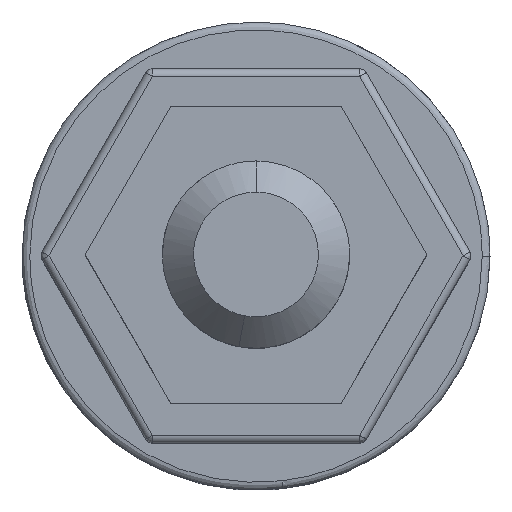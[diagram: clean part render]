
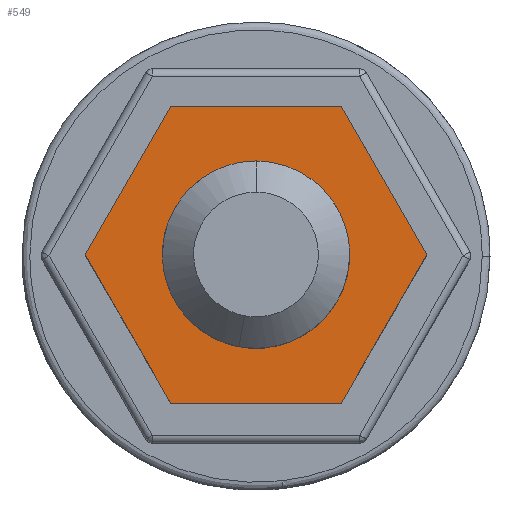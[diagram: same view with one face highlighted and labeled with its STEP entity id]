
A CAD part, top view. The second image highlights one B-rep face of the part: STEP entity #549.
In plain terms, the highlighted free-form (B-spline) face has degree [1, 1] with [2, 2] control points.
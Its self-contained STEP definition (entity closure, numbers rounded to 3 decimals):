
#330=CARTESIAN_POINT('',(-6.0,0.0,58.));
#331=VERTEX_POINT('',#330);
#332=CARTESIAN_POINT('',(-0.471,-5.982,58.));
#333=VERTEX_POINT('',#332);
#334=CARTESIAN_POINT('',(-6.0,0.0,58.));
#335=CARTESIAN_POINT('',(-6.0,-5.546,58.));
#336=CARTESIAN_POINT('',(-0.471,-5.982,58.));
#344=(BOUNDED_CURVE()B_SPLINE_CURVE(2,(#334,#335,#336),.UNSPECIFIED.,.F.,.U.)B_SPLINE_CURVE_WITH_KNOTS((3,3),(0.0,0.236),.UNSPECIFIED.)CURVE()GEOMETRIC_REPRESENTATION_ITEM()RATIONAL_B_SPLINE_CURVE((1.0,0.723,0.97))REPRESENTATION_ITEM(''));
#345=EDGE_CURVE('',#331,#333,#344,.T.);
#386=CARTESIAN_POINT('',(0.471,5.982,58.));
#387=VERTEX_POINT('',#386);
#393=CARTESIAN_POINT('',(0.471,5.982,58.));
#394=CARTESIAN_POINT('',(0.236,6.,58.));
#395=CARTESIAN_POINT('',(0.0,6.0,58.));
#396=CARTESIAN_POINT('',(-6.0,6.0,58.));
#397=CARTESIAN_POINT('',(-6.0,0.0,58.));
#405=(BOUNDED_CURVE()B_SPLINE_CURVE(2,(#393,#394,#395,#396,#397),.UNSPECIFIED.,.F.,.U.)B_SPLINE_CURVE_WITH_KNOTS((3,2,3),(0.736,0.75,1.0),.UNSPECIFIED.)CURVE()GEOMETRIC_REPRESENTATION_ITEM()RATIONAL_B_SPLINE_CURVE((0.97,0.984,1.0,0.707,1.0))REPRESENTATION_ITEM(''));
#406=EDGE_CURVE('',#387,#331,#405,.T.);
#429=CARTESIAN_POINT('',(6.0,0.0,58.));
#430=VERTEX_POINT('',#429);
#431=CARTESIAN_POINT('',(-0.471,-5.982,58.));
#432=CARTESIAN_POINT('',(-0.236,-6.0,58.));
#433=CARTESIAN_POINT('',(0.0,-6.0,58.));
#434=CARTESIAN_POINT('',(6.0,-6.0,58.));
#435=CARTESIAN_POINT('',(6.0,0.0,58.));
#443=(BOUNDED_CURVE()B_SPLINE_CURVE(2,(#431,#432,#433,#434,#435),.UNSPECIFIED.,.F.,.U.)B_SPLINE_CURVE_WITH_KNOTS((3,2,3),(0.236,0.25,0.5),.UNSPECIFIED.)CURVE()GEOMETRIC_REPRESENTATION_ITEM()RATIONAL_B_SPLINE_CURVE((0.97,0.984,1.0,0.707,1.0))REPRESENTATION_ITEM(''));
#444=EDGE_CURVE('',#333,#430,#443,.T.);
#446=CARTESIAN_POINT('',(6.0,0.0,58.));
#447=CARTESIAN_POINT('',(6.,5.546,58.));
#448=CARTESIAN_POINT('',(0.471,5.982,58.));
#456=(BOUNDED_CURVE()B_SPLINE_CURVE(2,(#446,#447,#448),.UNSPECIFIED.,.F.,.U.)B_SPLINE_CURVE_WITH_KNOTS((3,3),(0.5,0.736),.UNSPECIFIED.)CURVE()GEOMETRIC_REPRESENTATION_ITEM()RATIONAL_B_SPLINE_CURVE((1.0,0.723,0.97))REPRESENTATION_ITEM(''));
#457=EDGE_CURVE('',#430,#387,#456,.T.);
#494=CARTESIAN_POINT('',(-12.044,10.449,58.));
#495=CARTESIAN_POINT('',(12.044,10.449,58.));
#496=CARTESIAN_POINT('',(-12.044,-10.449,58.));
#497=CARTESIAN_POINT('',(12.044,-10.449,58.));
#498=B_SPLINE_SURFACE_WITH_KNOTS('',1,1,((#494,#496),(#495,#497)),.UNSPECIFIED.,.F.,.F.,.U.,(2,2),(2,2),(0.0,24.088),(0.0,20.898),.UNSPECIFIED.);
#499=CARTESIAN_POINT('',(-5.465,9.5,58.));
#500=VERTEX_POINT('',#499);
#501=CARTESIAN_POINT('',(-10.95,0.0,58.));
#502=VERTEX_POINT('',#501);
#503=CARTESIAN_POINT('',(-5.465,9.5,58.));
#504=CARTESIAN_POINT('',(-10.95,0.0,58.));
#505=QUASI_UNIFORM_CURVE('',1,(#503,#504),.UNSPECIFIED.,.F.,.U.);
#506=EDGE_CURVE('',#500,#502,#505,.T.);
#507=ORIENTED_EDGE('',*,*,#506,.T.);
#508=CARTESIAN_POINT('',(-5.465,-9.5,58.));
#509=VERTEX_POINT('',#508);
#510=CARTESIAN_POINT('',(-10.95,0.0,58.));
#511=CARTESIAN_POINT('',(-5.465,-9.5,58.));
#512=QUASI_UNIFORM_CURVE('',1,(#510,#511),.UNSPECIFIED.,.F.,.U.);
#513=EDGE_CURVE('',#502,#509,#512,.T.);
#514=ORIENTED_EDGE('',*,*,#513,.T.);
#515=CARTESIAN_POINT('',(5.465,-9.5,58.));
#516=VERTEX_POINT('',#515);
#517=CARTESIAN_POINT('',(-5.465,-9.5,58.));
#518=CARTESIAN_POINT('',(5.465,-9.5,58.));
#519=QUASI_UNIFORM_CURVE('',1,(#517,#518),.UNSPECIFIED.,.F.,.U.);
#520=EDGE_CURVE('',#509,#516,#519,.T.);
#521=ORIENTED_EDGE('',*,*,#520,.T.);
#522=CARTESIAN_POINT('',(10.95,0.0,58.));
#523=VERTEX_POINT('',#522);
#524=CARTESIAN_POINT('',(5.465,-9.5,58.));
#525=CARTESIAN_POINT('',(10.95,0.0,58.));
#526=QUASI_UNIFORM_CURVE('',1,(#524,#525),.UNSPECIFIED.,.F.,.U.);
#527=EDGE_CURVE('',#516,#523,#526,.T.);
#528=ORIENTED_EDGE('',*,*,#527,.T.);
#529=CARTESIAN_POINT('',(5.465,9.5,58.));
#530=VERTEX_POINT('',#529);
#531=CARTESIAN_POINT('',(10.95,0.0,58.));
#532=CARTESIAN_POINT('',(5.465,9.5,58.));
#533=QUASI_UNIFORM_CURVE('',1,(#531,#532),.UNSPECIFIED.,.F.,.U.);
#534=EDGE_CURVE('',#523,#530,#533,.T.);
#535=ORIENTED_EDGE('',*,*,#534,.T.);
#536=CARTESIAN_POINT('',(5.465,9.5,58.));
#537=CARTESIAN_POINT('',(-5.465,9.5,58.));
#538=QUASI_UNIFORM_CURVE('',1,(#536,#537),.UNSPECIFIED.,.F.,.U.);
#539=EDGE_CURVE('',#530,#500,#538,.T.);
#540=ORIENTED_EDGE('',*,*,#539,.T.);
#541=EDGE_LOOP('',(#507,#514,#521,#528,#535,#540));
#542=FACE_OUTER_BOUND('',#541,.T.);
#543=ORIENTED_EDGE('',*,*,#457,.F.);
#544=ORIENTED_EDGE('',*,*,#444,.F.);
#545=ORIENTED_EDGE('',*,*,#345,.F.);
#546=ORIENTED_EDGE('',*,*,#406,.F.);
#547=EDGE_LOOP('',(#543,#544,#545,#546));
#548=FACE_BOUND('',#547,.T.);
#549=ADVANCED_FACE('',(#542,#548),#498,.F.);
